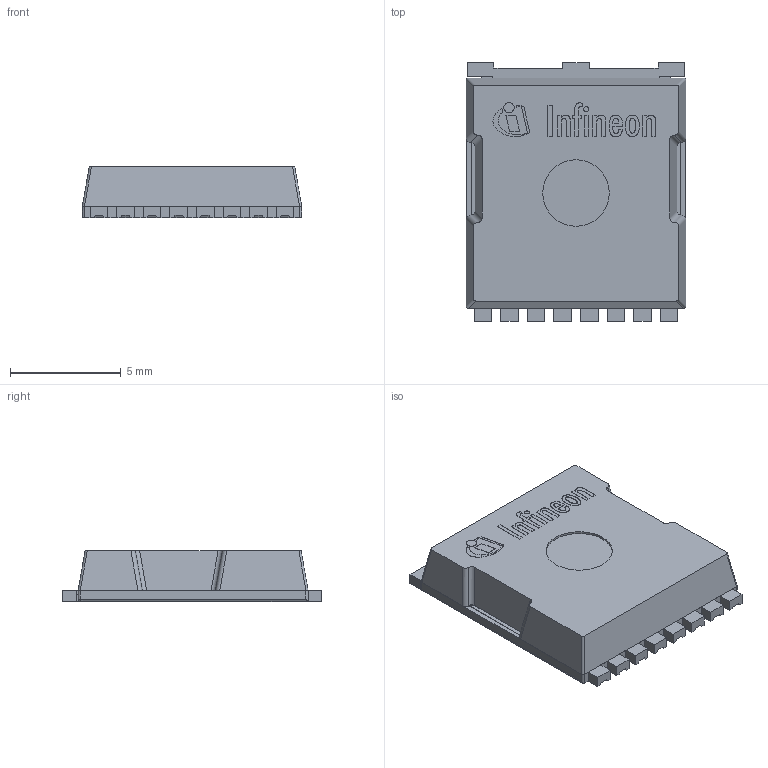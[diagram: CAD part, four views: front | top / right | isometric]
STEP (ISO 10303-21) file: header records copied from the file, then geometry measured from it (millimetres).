
FILE_DESCRIPTION(/* description */ (''),/* implementation_level */ '2;1');
FILE_NAME(/* name */ 'PG-HSOF-8-2.stp',/* time_stamp */ '2016-12-09T09:10:50+08:00',/* author */ ('guptavas'),/* organization */ (''),/* preprocessor_version */ 'ST-DEVELOPER v15.2',/* originating_system */ 'Autodesk Inventor 2014',/* authorisation */ '');
FILE_SCHEMA (('CONFIG_CONTROL_DESIGN'));
Length unit declared in the file: millimetre
Products named in the file (6): PG-HSOF-8-2_Mold; PG-HSOF-8-2_Lower Mold; PG-HSOF-8-2_Exposed Lead 1; PG-HSOF-8-2_Exposed Lead 2; PG-HSOF-8-2_Logo; PG-HSOF-8-2
Assembly tree (5 placements, depth 2):
  PG-HSOF-8-2
    PG-HSOF-8-2_Mold
    PG-HSOF-8-2_Lower Mold
    PG-HSOF-8-2_Exposed Lead 1
    PG-HSOF-8-2_Exposed Lead 2
    PG-HSOF-8-2_Logo
Bounding box: 9.9 x 11.68 x 2.31 mm (x, y, z)
Volume: 225.4 mm3; surface area: 598.7 mm2
Topology: 24 solids, 24 shells, 457 faces, 1210 edges, 804 vertices
Faces by surface type: plane 293, cylinder 162, sphere 2
Full cylindrical faces by diameter (mm): 0.225 x1, 0.466 x1, 3 x1
Entity records: 14303 total; most frequent: CARTESIAN_POINT 2479, DIRECTION 2465, ORIENTED_EDGE 2414, EDGE_CURVE 1207, LINE 885, VECTOR 885, VERTEX_POINT 804, AXIS2_PLACEMENT_3D 790
